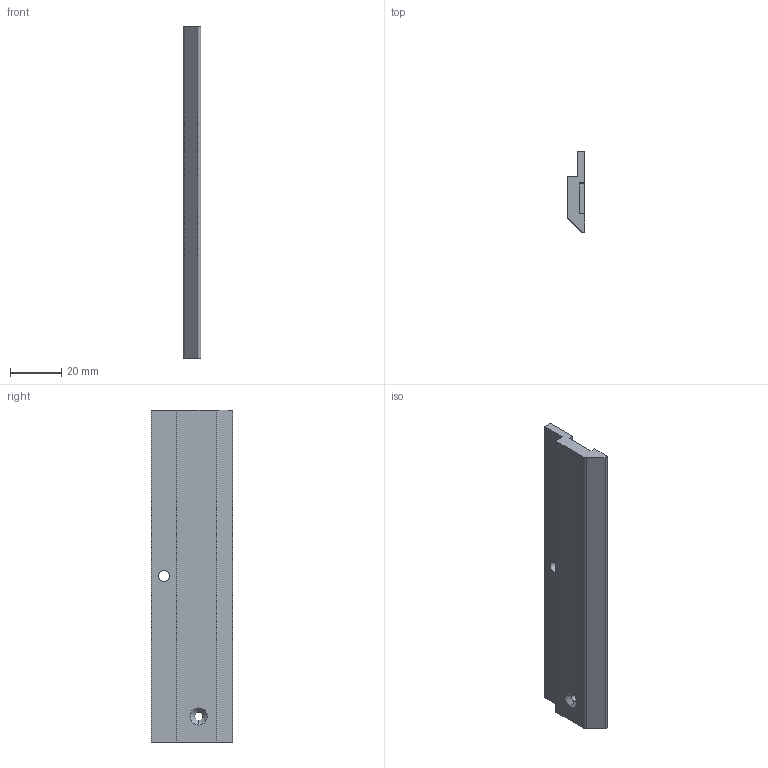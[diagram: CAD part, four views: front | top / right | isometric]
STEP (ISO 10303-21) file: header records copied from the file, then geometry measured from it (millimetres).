
FILE_DESCRIPTION (( 'STEP AP214' ), '1' );
FILE_NAME ('300ExtrusionCoverBottom1(hotfix).STEP', '2025-07-13T19:21:32', ( '' ), ( '' ), 'SwSTEP 2.0', 'SolidWorks 2024', '' );
FILE_SCHEMA (( 'AUTOMOTIVE_DESIGN' ));
Length unit declared in the file: millimetre
Products named in the file (1): 300ExtrusionCoverBottom1(hotfix)
Bounding box: 7 x 31.87 x 130 mm (x, y, z)
Volume: 20745.4 mm3; surface area: 10170.7 mm2
Topology: 1 solids, 1 shells, 26 faces, 64 edges, 42 vertices
Faces by surface type: plane 14, cylinder 10, cone 2
Entity records: 1091 total; most frequent: DIRECTION 140, CARTESIAN_POINT 133, ORIENTED_EDGE 128, EDGE_CURVE 64, AXIS2_PLACEMENT_3D 49, VERTEX_POINT 42, VECTOR 42, LINE 42
